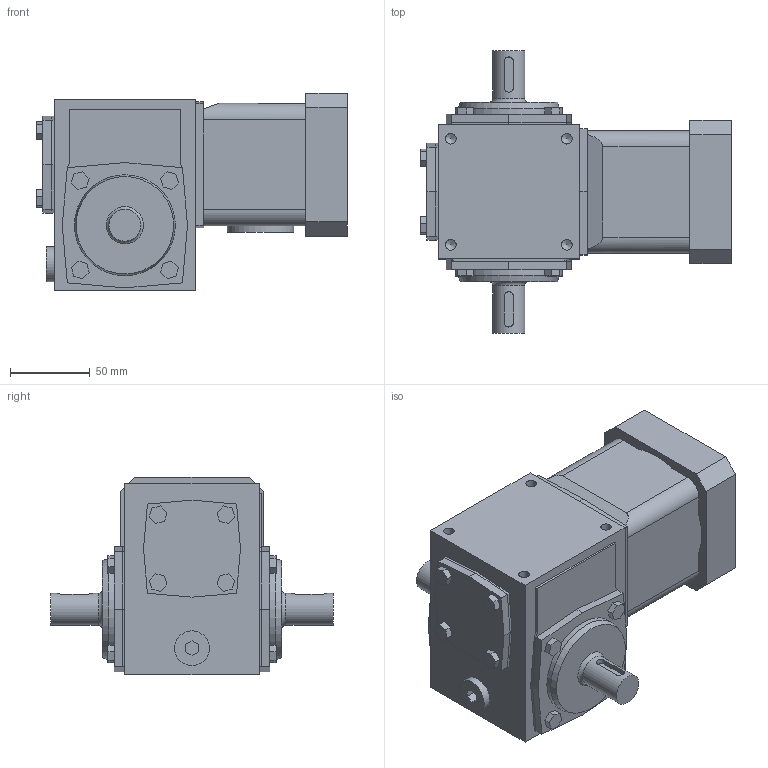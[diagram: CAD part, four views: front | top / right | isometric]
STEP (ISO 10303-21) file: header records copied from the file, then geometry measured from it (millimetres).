
FILE_DESCRIPTION(/* description */ ('Unknown'),/* implementation_level */ '2;1');
FILE_NAME(/* name */ 'RG15110.SKDE03BDEBD-',/* time_stamp */ '2024-09-13T14:19:14-04:00',/* author */ ('Unknown'),/* organization */ ('Unknown'),/* preprocessor_version */ 'ST-DEVELOPER v19.4',/* originating_system */ 'Solid Edge',/* authorisation */ 'Unknown');
FILE_SCHEMA (('AUTOMOTIVE_DESIGN {1 0 10303 214 3 1 1}'));
Length unit declared in the file: millimetre
Products named in the file (7): RG15110.SKDE03BDEBD-; 15R-1-CP; 15RM-M20-CP; RG1520K-D; MP1BDEB-CP; 15RM-OUTS; 15RM-WCAP
Assembly tree (7 placements, depth 2):
  RG15110.SKDE03BDEBD-
    15R-1-CP
    15RM-M20-CP
    RG1520K-D
    MP1BDEB-CP
    15RM-OUTS  x2
    15RM-WCAP
Bounding box: 195.49 x 177.8 x 124.38 mm (x, y, z)
Volume: 1422421.9 mm3; surface area: 210334.6 mm2
Topology: 7 solids, 7 shells, 397 faces, 994 edges, 660 vertices
Faces by surface type: plane 285, cylinder 93, cone 17, torus 2
Full cylindrical faces by diameter (mm): 4.134 x8, 6 x7, 6.35 x1, 6.528 x3, 6.647 x16, 10 x4, 11.25 x4, 14.006 x1, 20.005 x2, 21.895 x1, 39.916 x7, 58 x1, 60 x1, 63.449 x2, 82.053 x1
Entity records: 11594 total; most frequent: CARTESIAN_POINT 1689, DIRECTION 1614, ORIENTED_EDGE 1496, EDGE_CURVE 748, LINE 574, VECTOR 574, VERTEX_POINT 547, AXIS2_PLACEMENT_3D 520
